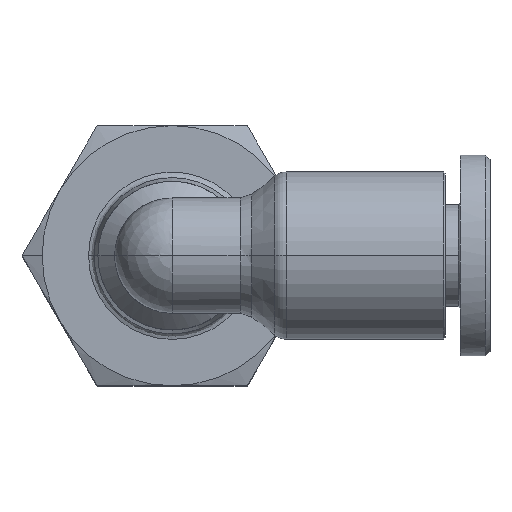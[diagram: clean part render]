
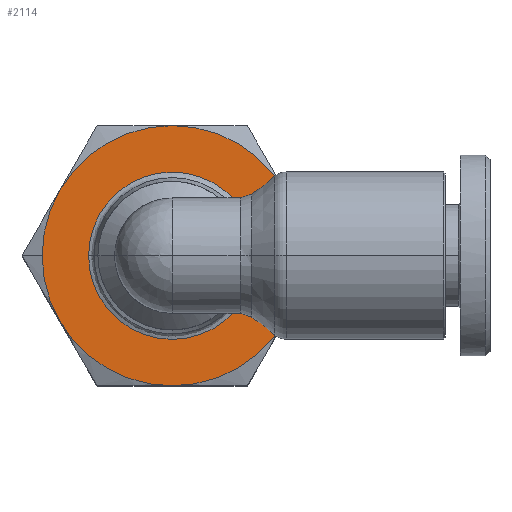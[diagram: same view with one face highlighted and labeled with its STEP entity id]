
A CAD part, top view. The second image highlights one B-rep face of the part: STEP entity #2114.
In plain terms, the highlighted planar face has unit normal (0, 0, 1).
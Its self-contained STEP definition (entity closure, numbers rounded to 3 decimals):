
#1442=CARTESIAN_POINT('',(-12.3,0.,-4.8));
#1443=VERTEX_POINT('',#1442);
#1452=CARTESIAN_POINT('',(-11.362,3.5,-4.8));
#1453=VERTEX_POINT('',#1452);
#1454=CARTESIAN_POINT('',(-5.3,0.,-4.8));
#1455=DIRECTION('',(0.0,0.0,1.0));
#1456=DIRECTION('',(1.0,0.0,0.0));
#1457=AXIS2_PLACEMENT_3D('',#1454,#1455,#1456);
#1458=CIRCLE('',#1457,7.);
#1459=EDGE_CURVE('',#1453,#1443,#1458,.T.);
#1484=CARTESIAN_POINT('',(1.7,0.,-4.8));
#1485=VERTEX_POINT('',#1484);
#1492=CARTESIAN_POINT('',(0.762,3.5,-4.8));
#1493=VERTEX_POINT('',#1492);
#1507=CARTESIAN_POINT('',(-5.3,0.,-4.8));
#1508=DIRECTION('',(0.0,0.0,1.0));
#1509=DIRECTION('',(1.0,0.0,0.0));
#1510=AXIS2_PLACEMENT_3D('',#1507,#1508,#1509);
#1511=CIRCLE('',#1510,7.);
#1512=EDGE_CURVE('',#1485,#1493,#1511,.T.);
#1762=CARTESIAN_POINT('',(-0.799,0.,-4.8));
#1763=VERTEX_POINT('',#1762);
#1772=CARTESIAN_POINT('',(-9.801,0.,-4.8));
#1773=VERTEX_POINT('',#1772);
#1781=CARTESIAN_POINT('',(-5.3,0.,-4.8));
#1782=DIRECTION('',(0.0,0.0,1.0));
#1783=DIRECTION('',(-1.0,0.0,0.0));
#1784=AXIS2_PLACEMENT_3D('',#1781,#1782,#1783);
#1785=CIRCLE('',#1784,4.501);
#1786=EDGE_CURVE('',#1773,#1763,#1785,.T.);
#2015=CARTESIAN_POINT('',(-5.3,0.,-4.8));
#2016=DIRECTION('',(0.0,0.0,1.0));
#2017=DIRECTION('',(-1.0,0.0,0.0));
#2018=AXIS2_PLACEMENT_3D('',#2015,#2016,#2017);
#2019=CIRCLE('',#2018,4.501);
#2020=EDGE_CURVE('',#1763,#1773,#2019,.T.);
#2051=CARTESIAN_POINT('',(-5.3,0.,-4.8));
#2052=DIRECTION('',(0.0,0.0,-1.0));
#2053=DIRECTION('',(-1.0,0.0,0.0));
#2054=AXIS2_PLACEMENT_3D('',#2051,#2052,#2053);
#2055=PLANE('',#2054);
#2056=ORIENTED_EDGE('',*,*,#1459,.T.);
#2057=CARTESIAN_POINT('',(-11.362,-3.5,-4.8));
#2058=VERTEX_POINT('',#2057);
#2059=CARTESIAN_POINT('',(-5.3,0.,-4.8));
#2060=DIRECTION('',(0.0,0.0,1.0));
#2061=DIRECTION('',(1.0,0.0,0.0));
#2062=AXIS2_PLACEMENT_3D('',#2059,#2060,#2061);
#2063=CIRCLE('',#2062,7.);
#2064=EDGE_CURVE('',#1443,#2058,#2063,.T.);
#2065=ORIENTED_EDGE('',*,*,#2064,.T.);
#2066=CARTESIAN_POINT('',(-5.3,-7.,-4.8));
#2067=VERTEX_POINT('',#2066);
#2068=CARTESIAN_POINT('',(-5.3,0.,-4.8));
#2069=DIRECTION('',(0.0,0.0,1.0));
#2070=DIRECTION('',(1.0,0.0,0.0));
#2071=AXIS2_PLACEMENT_3D('',#2068,#2069,#2070);
#2072=CIRCLE('',#2071,7.);
#2073=EDGE_CURVE('',#2058,#2067,#2072,.T.);
#2074=ORIENTED_EDGE('',*,*,#2073,.T.);
#2075=CARTESIAN_POINT('',(0.762,-3.5,-4.8));
#2076=VERTEX_POINT('',#2075);
#2077=CARTESIAN_POINT('',(-5.3,0.,-4.8));
#2078=DIRECTION('',(0.0,0.0,1.0));
#2079=DIRECTION('',(1.0,0.0,0.0));
#2080=AXIS2_PLACEMENT_3D('',#2077,#2078,#2079);
#2081=CIRCLE('',#2080,7.);
#2082=EDGE_CURVE('',#2067,#2076,#2081,.T.);
#2083=ORIENTED_EDGE('',*,*,#2082,.T.);
#2084=CARTESIAN_POINT('',(-5.3,0.,-4.8));
#2085=DIRECTION('',(0.0,0.0,1.0));
#2086=DIRECTION('',(1.0,0.0,0.0));
#2087=AXIS2_PLACEMENT_3D('',#2084,#2085,#2086);
#2088=CIRCLE('',#2087,7.);
#2089=EDGE_CURVE('',#2076,#1485,#2088,.T.);
#2090=ORIENTED_EDGE('',*,*,#2089,.T.);
#2091=ORIENTED_EDGE('',*,*,#1512,.T.);
#2092=CARTESIAN_POINT('',(-5.3,7.,-4.8));
#2093=VERTEX_POINT('',#2092);
#2094=CARTESIAN_POINT('',(-5.3,0.,-4.8));
#2095=DIRECTION('',(0.0,0.0,1.0));
#2096=DIRECTION('',(1.0,0.0,0.0));
#2097=AXIS2_PLACEMENT_3D('',#2094,#2095,#2096);
#2098=CIRCLE('',#2097,7.);
#2099=EDGE_CURVE('',#1493,#2093,#2098,.T.);
#2100=ORIENTED_EDGE('',*,*,#2099,.T.);
#2101=CARTESIAN_POINT('',(-5.3,0.,-4.8));
#2102=DIRECTION('',(0.0,0.0,1.0));
#2103=DIRECTION('',(1.0,0.0,0.0));
#2104=AXIS2_PLACEMENT_3D('',#2101,#2102,#2103);
#2105=CIRCLE('',#2104,7.);
#2106=EDGE_CURVE('',#2093,#1453,#2105,.T.);
#2107=ORIENTED_EDGE('',*,*,#2106,.T.);
#2108=EDGE_LOOP('',(#2056,#2065,#2074,#2083,#2090,#2091,#2100,#2107));
#2109=FACE_OUTER_BOUND('',#2108,.T.);
#2110=ORIENTED_EDGE('',*,*,#2020,.F.);
#2111=ORIENTED_EDGE('',*,*,#1786,.F.);
#2112=EDGE_LOOP('',(#2110,#2111));
#2113=FACE_BOUND('',#2112,.T.);
#2114=ADVANCED_FACE('',(#2109,#2113),#2055,.F.);
